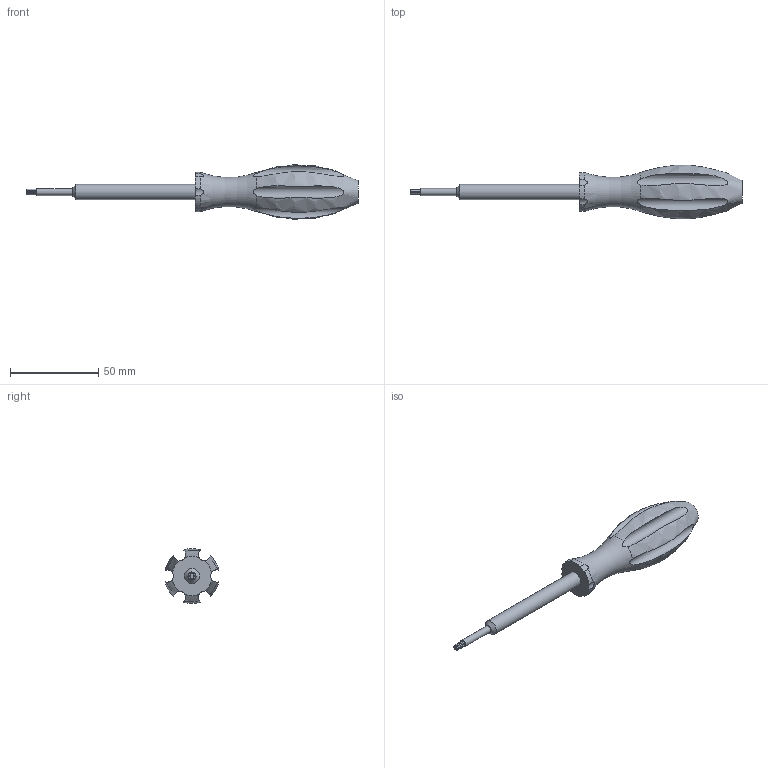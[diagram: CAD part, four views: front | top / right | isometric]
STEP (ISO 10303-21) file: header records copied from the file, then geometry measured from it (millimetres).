
FILE_DESCRIPTION (( 'STEP AP203' ), '1' );
FILE_NAME ('MSP-129-01.STEP', '2021-06-14T14:19:00', ( '' ), ( '' ), 'SwSTEP 2.0', 'SolidWorks 2020', '' );
FILE_SCHEMA (( 'CONFIG_CONTROL_DESIGN' ));
Length unit declared in the file: millimetre
Products named in the file (1): MSP-129-01
Bounding box: 188.33 x 30.44 x 31.11 mm (x, y, z)
Volume: 41422.5 mm3; surface area: 10821.9 mm2
Topology: 1 solids, 1 shells, 40 faces, 104 edges, 69 vertices
Faces by surface type: cylinder 32, plane 5, torus 2, cone 1
Full cylindrical faces by diameter (mm): 4 x1, 8.598 x1
Entity records: 1981 total; most frequent: CARTESIAN_POINT 941, DIRECTION 214, ORIENTED_EDGE 192, EDGE_CURVE 96, AXIS2_PLACEMENT_3D 95, VERTEX_POINT 66, CIRCLE 54, EDGE_LOOP 48
